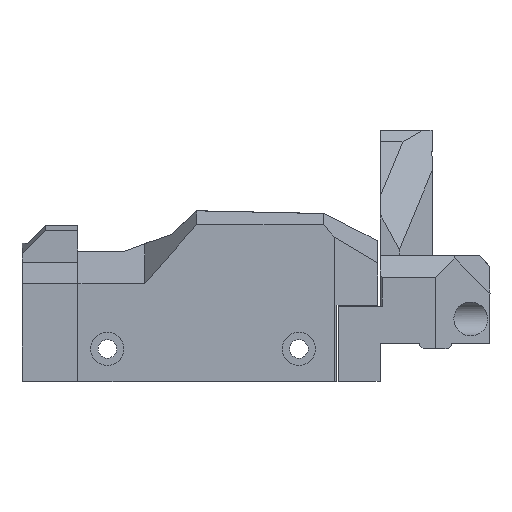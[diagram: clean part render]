
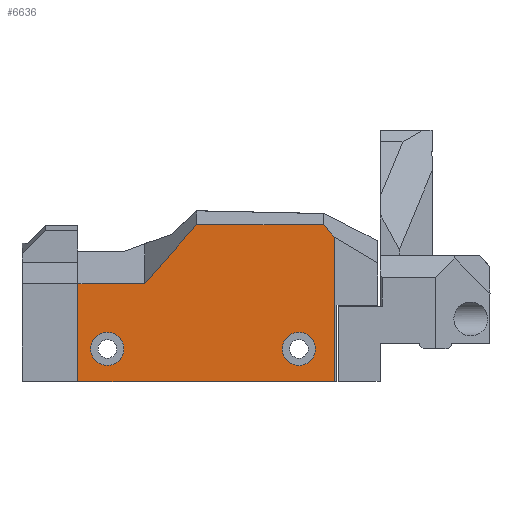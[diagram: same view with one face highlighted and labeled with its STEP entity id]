
A CAD part, left-side view. The second image highlights one B-rep face of the part: STEP entity #6636.
In plain terms, the highlighted planar face has unit normal (-1, 0, 0).
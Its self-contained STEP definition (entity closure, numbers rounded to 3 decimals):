
#256=FACE_BOUND('',#1052,.T.);
#257=FACE_BOUND('',#1053,.T.);
#388=CIRCLE('',#7201,3.05);
#389=CIRCLE('',#7202,3.05);
#658=FACE_OUTER_BOUND('',#1051,.T.);
#1051=EDGE_LOOP('',(#5290,#5291,#5292,#5293,#5294,#5295,#5296));
#1052=EDGE_LOOP('',(#5297));
#1053=EDGE_LOOP('',(#5298));
#1547=LINE('',#10127,#2225);
#1575=LINE('',#10187,#2253);
#1656=LINE('',#10491,#2334);
#1661=LINE('',#10501,#2339);
#1671=LINE('',#10528,#2349);
#1672=LINE('',#10529,#2350);
#1673=LINE('',#10530,#2351);
#2225=VECTOR('',#8229,10.);
#2253=VECTOR('',#8277,10.);
#2334=VECTOR('',#8516,10.);
#2339=VECTOR('',#8523,10.);
#2349=VECTOR('',#8551,10.);
#2350=VECTOR('',#8552,10.);
#2351=VECTOR('',#8553,10.);
#2882=VERTEX_POINT('',#10124);
#2883=VERTEX_POINT('',#10126);
#2905=VERTEX_POINT('',#10186);
#2972=VERTEX_POINT('',#10488);
#2973=VERTEX_POINT('',#10490);
#2977=VERTEX_POINT('',#10499);
#2985=VERTEX_POINT('',#10527);
#2986=VERTEX_POINT('',#10531);
#2987=VERTEX_POINT('',#10533);
#3637=EDGE_CURVE('',#2882,#2883,#1547,.F.);
#3667=EDGE_CURVE('',#2883,#2905,#1575,.F.);
#3782=EDGE_CURVE('',#2972,#2973,#1656,.F.);
#3787=EDGE_CURVE('',#2977,#2972,#1661,.T.);
#3801=EDGE_CURVE('',#2882,#2985,#1671,.T.);
#3802=EDGE_CURVE('',#2973,#2985,#1672,.F.);
#3803=EDGE_CURVE('',#2905,#2977,#1673,.F.);
#3804=EDGE_CURVE('',#2986,#2986,#388,.F.);
#3805=EDGE_CURVE('',#2987,#2987,#389,.F.);
#5290=ORIENTED_EDGE('',*,*,#3667,.F.);
#5291=ORIENTED_EDGE('',*,*,#3637,.F.);
#5292=ORIENTED_EDGE('',*,*,#3801,.T.);
#5293=ORIENTED_EDGE('',*,*,#3802,.F.);
#5294=ORIENTED_EDGE('',*,*,#3782,.F.);
#5295=ORIENTED_EDGE('',*,*,#3787,.F.);
#5296=ORIENTED_EDGE('',*,*,#3803,.F.);
#5297=ORIENTED_EDGE('',*,*,#3804,.T.);
#5298=ORIENTED_EDGE('',*,*,#3805,.T.);
#6313=PLANE('',#7200);
#6636=ADVANCED_FACE('',(#658,#256,#257),#6313,.T.);
#7200=AXIS2_PLACEMENT_3D('',#10526,#8549,#8550);
#7201=AXIS2_PLACEMENT_3D('',#10532,#8554,#8555);
#7202=AXIS2_PLACEMENT_3D('',#10534,#8556,#8557);
#8229=DIRECTION('',(0.,0.,-1.));
#8277=DIRECTION('',(0.,-0.752,-0.659));
#8516=DIRECTION('',(0.,1.,0.));
#8523=DIRECTION('',(0.,-0.752,0.659));
#8549=DIRECTION('center_axis',(-1.,0.,0.));
#8550=DIRECTION('ref_axis',(0.,-1.,0.));
#8551=DIRECTION('',(0.,-1.,0.));
#8552=DIRECTION('',(0.,0.,1.));
#8553=DIRECTION('',(0.,0.,-1.));
#8554=DIRECTION('center_axis',(-1.,0.,0.));
#8555=DIRECTION('ref_axis',(0.,0.,
1.));
#8556=DIRECTION('center_axis',(-1.,0.,0.));
#8557=DIRECTION('ref_axis',(0.,0.,
1.));
#10124=CARTESIAN_POINT('',(-37.999,21.1,-52.7));
#10126=CARTESIAN_POINT('',(-37.999,21.1,-40.4));
#10127=CARTESIAN_POINT('',(-37.999,21.1,-23.377));
#10186=CARTESIAN_POINT('',(-37.999,31.941,-30.9));
#10187=CARTESIAN_POINT('',(-37.999,35.33,-27.931));
#10488=CARTESIAN_POINT('',(-37.999,29.659,-5.6));
#10490=CARTESIAN_POINT('',(-37.999,3.101,-5.6));
#10491=CARTESIAN_POINT('',(-37.999,38.638,-5.6));
#10499=CARTESIAN_POINT('',(-37.999,31.941,-7.6));
#10501=CARTESIAN_POINT('',(-37.999,28.793,-4.841));
#10526=CARTESIAN_POINT('Origin',(-37.999,20.001,-0.2));
#10527=CARTESIAN_POINT('',(-37.999,3.101,-52.7));
#10528=CARTESIAN_POINT('',(-37.999,27.5,-52.7));
#10529=CARTESIAN_POINT('',(-37.999,3.101,-17.625));
#10530=CARTESIAN_POINT('',(-37.999,31.941,-0.2));
#10531=CARTESIAN_POINT('',(-37.999,9.101,-50.35));
#10532=CARTESIAN_POINT('Origin',(-37.999,9.101,-47.3));
#10533=CARTESIAN_POINT('',(-37.999,9.101,-15.15));
#10534=CARTESIAN_POINT('Origin',(-37.999,9.101,-12.1));
